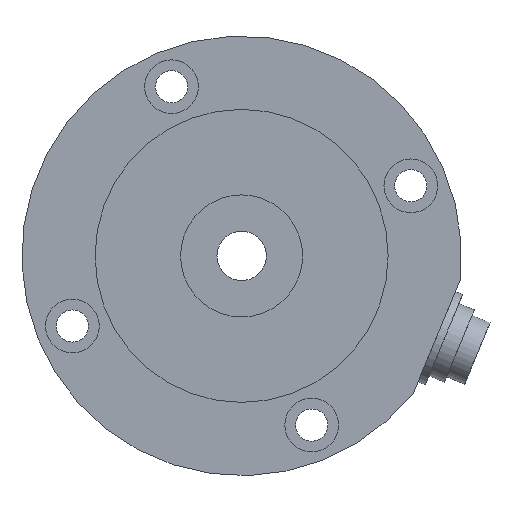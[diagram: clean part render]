
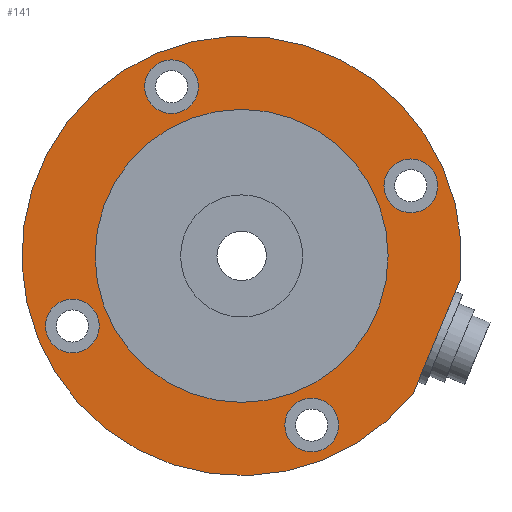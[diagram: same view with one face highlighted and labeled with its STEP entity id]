
A CAD part, left-side view. The second image highlights one B-rep face of the part: STEP entity #141.
In plain terms, the highlighted planar face has unit normal (-1, 0, 0).
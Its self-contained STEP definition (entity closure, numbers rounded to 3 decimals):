
#141 = ADVANCED_FACE( '', ( #306, #307, #308, #309, #310, #311 ), #312, .F. );
#306 = FACE_BOUND( '', #526, .T. );
#307 = FACE_BOUND( '', #527, .T. );
#308 = FACE_BOUND( '', #528, .T. );
#309 = FACE_BOUND( '', #529, .T. );
#310 = FACE_BOUND( '', #530, .T. );
#311 = FACE_OUTER_BOUND( '', #531, .T. );
#312 = PLANE( '', #532 );
#526 = EDGE_LOOP( '', ( #759 ) );
#527 = EDGE_LOOP( '', ( #760 ) );
#528 = EDGE_LOOP( '', ( #761 ) );
#529 = EDGE_LOOP( '', ( #762 ) );
#530 = EDGE_LOOP( '', ( #763 ) );
#531 = EDGE_LOOP( '', ( #764, #765 ) );
#532 = AXIS2_PLACEMENT_3D( '', #766, #767, #768 );
#759 = ORIENTED_EDGE( '', *, *, #1044, .F. );
#760 = ORIENTED_EDGE( '', *, *, #1045, .T. );
#761 = ORIENTED_EDGE( '', *, *, #1046, .T. );
#762 = ORIENTED_EDGE( '', *, *, #1047, .T. );
#763 = ORIENTED_EDGE( '', *, *, #1048, .T. );
#764 = ORIENTED_EDGE( '', *, *, #1049, .F. );
#765 = ORIENTED_EDGE( '', *, *, #1050, .T. );
#766 = CARTESIAN_POINT( '', ( -32., 0., 45. ) );
#767 = DIRECTION( '', ( 1., 0., 0. ) );
#768 = DIRECTION( '', ( 0., 0., -1. ) );
#1044 = EDGE_CURVE( '', #1179, #1179, #1180, .T. );
#1045 = EDGE_CURVE( '', #1181, #1181, #1182, .T. );
#1046 = EDGE_CURVE( '', #1183, #1183, #1184, .T. );
#1047 = EDGE_CURVE( '', #1185, #1185, #1186, .T. );
#1048 = EDGE_CURVE( '', #1187, #1187, #1188, .T. );
#1049 = EDGE_CURVE( '', #1189, #1190, #1191, .T. );
#1050 = EDGE_CURVE( '', #1189, #1190, #1192, .T. );
#1179 = VERTEX_POINT( '', #1346 );
#1180 = CIRCLE( '', #1347, 30. );
#1181 = VERTEX_POINT( '', #1348 );
#1182 = CIRCLE( '', #1349, 5.5 );
#1183 = VERTEX_POINT( '', #1350 );
#1184 = CIRCLE( '', #1351, 5.5 );
#1185 = VERTEX_POINT( '', #1352 );
#1186 = CIRCLE( '', #1353, 5.5 );
#1187 = VERTEX_POINT( '', #1354 );
#1188 = CIRCLE( '', #1355, 5.5 );
#1189 = VERTEX_POINT( '', #1356 );
#1190 = VERTEX_POINT( '', #1357 );
#1191 = LINE( '', #1358, #1359 );
#1192 = CIRCLE( '', #1360, 45. );
#1346 = CARTESIAN_POINT( '', ( -32., 0., 30. ) );
#1347 = AXIS2_PLACEMENT_3D( '', #1530, #1531, #1532 );
#1348 = CARTESIAN_POINT( '', ( -32., -34.645, 19.851 ) );
#1349 = AXIS2_PLACEMENT_3D( '', #1533, #1534, #1535 );
#1350 = CARTESIAN_POINT( '', ( -32., -19.851, -34.645 ) );
#1351 = AXIS2_PLACEMENT_3D( '', #1536, #1537, #1538 );
#1352 = CARTESIAN_POINT( '', ( -32., 34.645, -19.851 ) );
#1353 = AXIS2_PLACEMENT_3D( '', #1539, #1540, #1541 );
#1354 = CARTESIAN_POINT( '', ( -32., 19.851, 34.645 ) );
#1355 = AXIS2_PLACEMENT_3D( '', #1542, #1543, #1544 );
#1356 = CARTESIAN_POINT( '', ( -32., -44.722, -4.998 ) );
#1357 = CARTESIAN_POINT( '', ( -32., -35.157, -28.089 ) );
#1358 = CARTESIAN_POINT( '', ( -32., -55.849, 21.866 ) );
#1359 = VECTOR( '', #1545, 1000. );
#1360 = AXIS2_PLACEMENT_3D( '', #1546, #1547, #1548 );
#1530 = CARTESIAN_POINT( '', ( -32., 0., 0. ) );
#1531 = DIRECTION( '', ( -1., 0., 0. ) );
#1532 = DIRECTION( '', ( 0., 0., 1. ) );
#1533 = CARTESIAN_POINT( '', ( -32., -34.645, 14.351 ) );
#1534 = DIRECTION( '', ( 1., 0., 0. ) );
#1535 = DIRECTION( '', ( 0., 0., 1. ) );
#1536 = CARTESIAN_POINT( '', ( -32., -14.351, -34.645 ) );
#1537 = DIRECTION( '', ( 1., 0., 0. ) );
#1538 = DIRECTION( '', ( 0., -1., 0. ) );
#1539 = CARTESIAN_POINT( '', ( -32., 34.645, -14.351 ) );
#1540 = DIRECTION( '', ( 1., 0., 0. ) );
#1541 = DIRECTION( '', ( 0., 0., -1. ) );
#1542 = CARTESIAN_POINT( '', ( -32., 14.351, 34.645 ) );
#1543 = DIRECTION( '', ( 1., 0., 0. ) );
#1544 = DIRECTION( '', ( 0., 1., 0. ) );
#1545 = DIRECTION( '', ( 0., 0.383, -0.924 ) );
#1546 = CARTESIAN_POINT( '', ( -32., 0., 0. ) );
#1547 = DIRECTION( '', ( -1., 0., 0. ) );
#1548 = DIRECTION( '', ( 0., 0., 1. ) );
